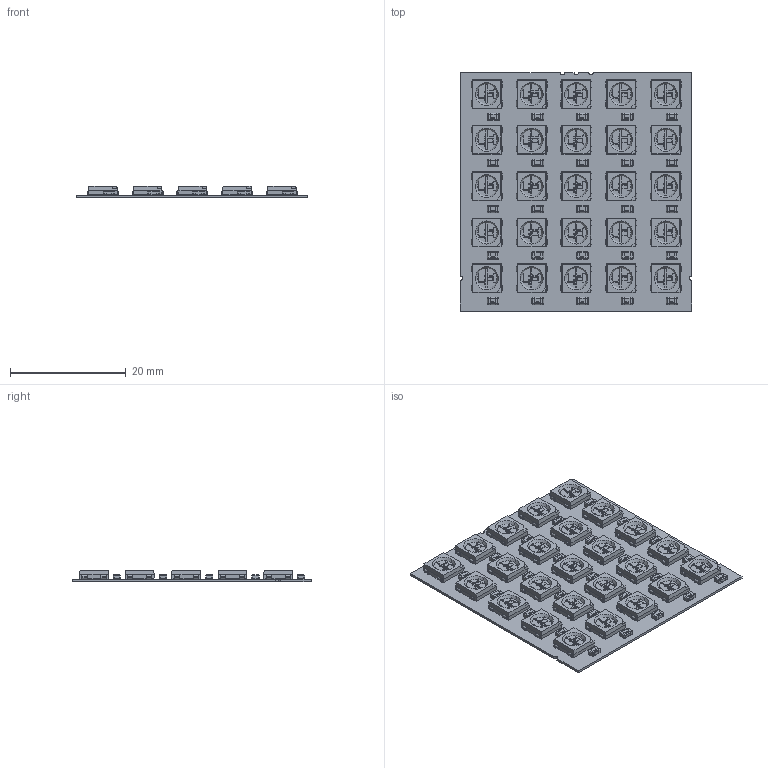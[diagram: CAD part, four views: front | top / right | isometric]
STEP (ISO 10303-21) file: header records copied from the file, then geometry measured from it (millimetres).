
FILE_DESCRIPTION(('Open CASCADE Model'),'2;1');
FILE_NAME('Open CASCADE Shape Model','2023-10-27T18:36:00',('Author'),( 'Open CASCADE'),'Open CASCADE STEP processor 7.5','Open CASCADE 7.5' ,'Unknown');
FILE_SCHEMA(('AUTOMOTIVE_DESIGN { 1 0 10303 214 1 1 1 1 }'));
Length unit declared in the file: millimetre
Products named in the file (55): PCB; Board; Open CASCADE STEP translator 7.5 5.1.1; U25; User Library-ws2812B-1; U24; U23; U22; U21; U20; U19; U18; U17; U16; U15; U14; U13; U12; U11; U10; U9; U8; U7; U6; U5; U4; U3; U2; U1; C25; SW3dPS-0805 SMD Capacitor; C24; C23; C22; C21; C20; C19; C18; C17; C16 ...
Assembly tree (102 placements, depth 3):
  PCB
    Board
      Open CASCADE STEP translator 7.5 5.1.1
    U25
      User Library-ws2812B-1
    U24
      User Library-ws2812B-1
    U23
      User Library-ws2812B-1
    U22
      User Library-ws2812B-1
    U21
      User Library-ws2812B-1
    U20
      User Library-ws2812B-1
    U19
      User Library-ws2812B-1
    U18
      User Library-ws2812B-1
    U17
      User Library-ws2812B-1
    U16
      User Library-ws2812B-1
    U15
      User Library-ws2812B-1
    U14
      User Library-ws2812B-1
    U13
      User Library-ws2812B-1
    U12
      User Library-ws2812B-1
    U11
      User Library-ws2812B-1
    U10
      User Library-ws2812B-1
    U9
      User Library-ws2812B-1
    U8
      User Library-ws2812B-1
    U7
      User Library-ws2812B-1
    U6
      User Library-ws2812B-1
    U5
      User Library-ws2812B-1
    U4
      User Library-ws2812B-1
    U3
      User Library-ws2812B-1
    U2
      User Library-ws2812B-1
    U1
      User Library-ws2812B-1
    C25
      SW3dPS-0805 SMD Capacitor
    C24
      SW3dPS-0805 SMD Capacitor
    C23
      SW3dPS-0805 SMD Capacitor
    C22
Bounding box: 40.01 x 41.27 x 2.01 mm (x, y, z)
Volume: 1523.6 mm3; surface area: 6541.3 mm2
Topology: 251 solids, 251 shells, 6667 faces, 16045 edges, 9830 vertices
Faces by surface type: plane 4286, cylinder 1256, bspline 875, sphere 200, cone 50
Entity records: 12871 total; most frequent: CARTESIAN_POINT 3720, DIRECTION 1415, ORIENTED_EDGE 1354, EDGE_CURVE 677, LINE 501, VECTOR 501, AXIS2_PLACEMENT_3D 457, VERTEX_POINT 422
